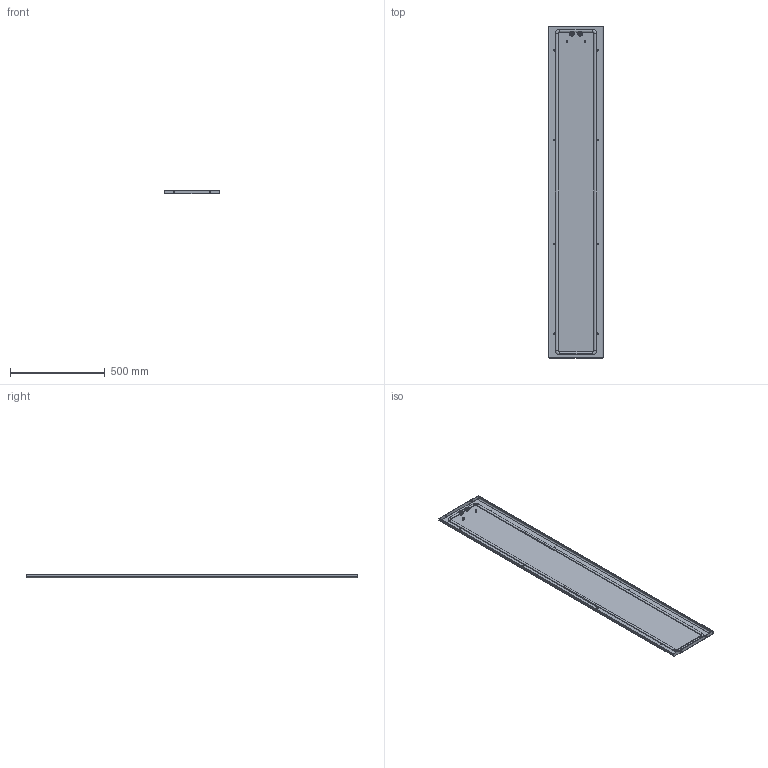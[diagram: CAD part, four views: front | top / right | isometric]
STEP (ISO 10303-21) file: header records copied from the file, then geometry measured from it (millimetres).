
FILE_DESCRIPTION (( 'STEP AP203' ), '1' );
FILE_NAME ('R5CRE1830.step', '2011-02-16T12:43:53', ( 'User' ), ( 'DKC' ), 'SwSTEP 2.0', 'SolidWorks 2010', '' );
FILE_SCHEMA (( 'CONFIG_CONTROL_DESIGN' ));
Length unit declared in the file: millimetre
Products named in the file (6): end-cap2_AC00C472; end-cap_AC00C061; land; Sealing_for_Back_Panels single_1800x300; Back_Panels single_1800x 300; R5CRE1830
Assembly tree (10 placements, depth 2):
  R5CRE1830
    land  x4
    end-cap_AC00C061  x2
    end-cap2_AC00C472  x2
    Back_Panels single_1800x 300
    Sealing_for_Back_Panels single_1800x300
Bounding box: 294 x 1755 x 20.5 mm (x, y, z)
Volume: 1121220 mm3; surface area: 1305688.1 mm2
Topology: 14 solids, 14 shells, 1976 faces, 5731 edges, 3794 vertices
Faces by surface type: bspline 1140, plane 421, cylinder 383, torus 28, cone 4
Entity records: 32592 total; most frequent: CARTESIAN_POINT 18153, ORIENTED_EDGE 3812, EDGE_CURVE 1906, DIRECTION 1572, VERTEX_POINT 1247, B_SPLINE_CURVE_WITH_KNOTS 1043, EDGE_LOOP 709, ADVANCED_FACE 676
